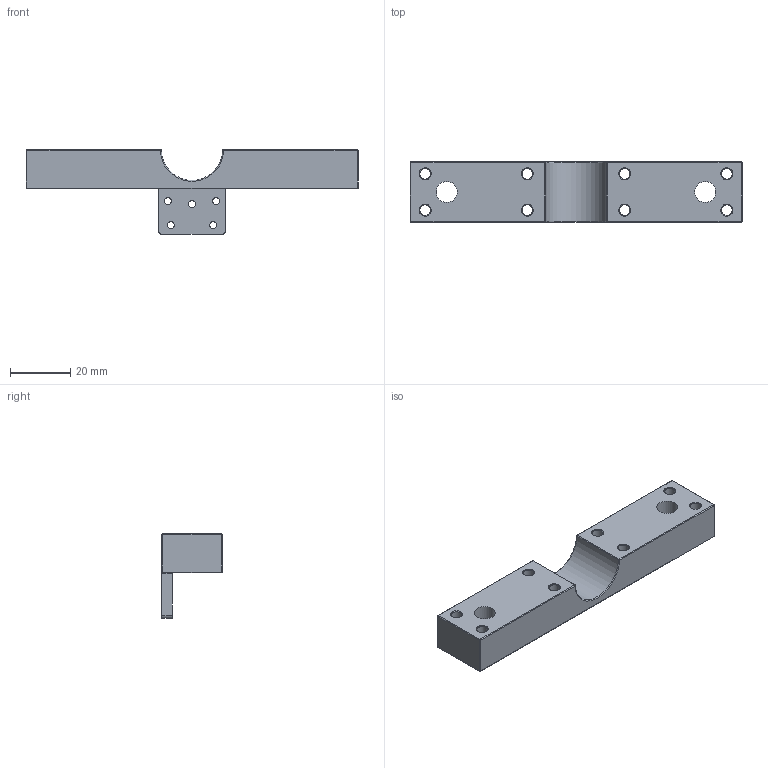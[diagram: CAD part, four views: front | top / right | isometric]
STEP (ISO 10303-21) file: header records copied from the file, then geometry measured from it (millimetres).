
FILE_DESCRIPTION(/* description */ (''),/* implementation_level */ '2;1');
FILE_NAME(/* name */ 'PJ-16_PivotClampBottom.step',/* time_stamp */ '2026-02-13T13:47:41+01:00',/* author */ (''),/* organization */ (''),/* preprocessor_version */ 'ST-DEVELOPER v20.1',/* originating_system */ 'Autodesk Translation Framework v14.24.0.0',/* authorisation */ '');
FILE_SCHEMA (('AUTOMOTIVE_DESIGN { 1 0 10303 214 3 1 1 }'));
Length unit declared in the file: millimetre
Products named in the file (1): PJ-16_PivotClampBottom
Bounding box: 110 x 20 x 28 mm (x, y, z)
Volume: 24315 mm3; surface area: 9903.9 mm2
Topology: 1 solids, 1 shells, 90 faces, 203 edges, 120 vertices
Faces by surface type: cylinder 42, plane 16, cone 16, sphere 12, torus 4
Full cylindrical faces by diameter (mm): 2.3 x5, 3.5 x8, 4.4 x5, 7 x2
Entity records: 2617 total; most frequent: DIRECTION 499, CARTESIAN_POINT 420, ORIENTED_EDGE 406, AXIS2_PLACEMENT_3D 207, EDGE_CURVE 203, EDGE_LOOP 125, VERTEX_POINT 120, CIRCLE 116
